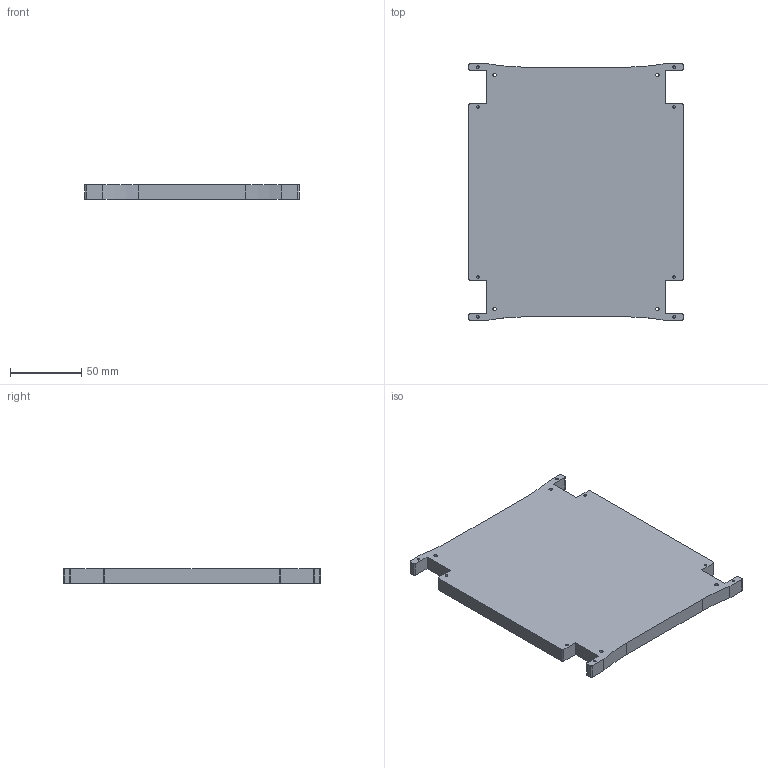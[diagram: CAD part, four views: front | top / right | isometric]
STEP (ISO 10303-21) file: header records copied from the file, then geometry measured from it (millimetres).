
FILE_DESCRIPTION (( 'STEP AP203' ), '1' );
FILE_NAME ('饜璃.STEP', '2026-01-15T06:15:40', ( '' ), ( '' ), 'SwSTEP 2.0', 'SolidWorks 2023', '' );
FILE_SCHEMA (( 'CONFIG_CONTROL_DESIGN' ));
Length unit declared in the file: millimetre
Products named in the file (1): 配件
Bounding box: 150 x 180 x 10 mm (x, y, z)
Volume: 132617.7 mm3; surface area: 62239.2 mm2
Topology: 1 solids, 1 shells, 79 faces, 204 edges, 136 vertices
Faces by surface type: plane 47, cylinder 32
Full cylindrical faces by diameter (mm): 1.797 x8, 2.5 x4
Entity records: 2455 total; most frequent: DIRECTION 416, CARTESIAN_POINT 408, ORIENTED_EDGE 384, EDGE_CURVE 192, AXIS2_PLACEMENT_3D 144, VERTEX_POINT 136, VECTOR 128, LINE 128
